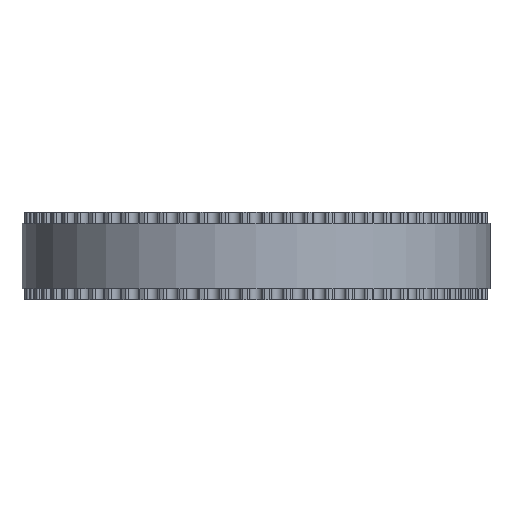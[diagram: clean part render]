
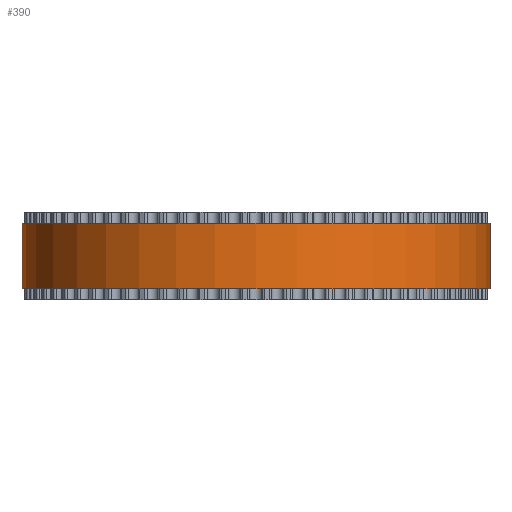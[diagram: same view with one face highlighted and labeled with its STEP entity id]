
A CAD part, front view. The second image highlights one B-rep face of the part: STEP entity #390.
In plain terms, the highlighted cylindrical face has radius 21.327 mm (diameter 42.654 mm), a full revolution.
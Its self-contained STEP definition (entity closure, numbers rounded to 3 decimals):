
#97=FACE_BOUND('',#1200,.T.);
#98=FACE_BOUND('',#1201,.T.);
#390=ADVANCED_FACE('',(#97,#98),#659,.T.);
#659=CYLINDRICAL_SURFACE('',#6039,21.327);
#1200=EDGE_LOOP('',(#3346));
#1201=EDGE_LOOP('',(#3347));
#3346=ORIENTED_EDGE('',*,*,#4690,.T.);
#3347=ORIENTED_EDGE('',*,*,#4691,.T.);
#3884=VERTEX_POINT('',#9540);
#3885=VERTEX_POINT('',#9542);
#4690=EDGE_CURVE('',#3884,#3884,#5228,.T.);
#4691=EDGE_CURVE('',#3885,#3885,#5229,.T.);
#5228=CIRCLE('',#6037,21.327);
#5229=CIRCLE('',#6038,21.327);
#6037=AXIS2_PLACEMENT_3D('',#9539,#7922,#7923);
#6038=AXIS2_PLACEMENT_3D('',#9541,#7924,#7925);
#6039=AXIS2_PLACEMENT_3D('',#9543,#7926,#7927);
#7922=DIRECTION('',(0.,0.,1.));
#7923=DIRECTION('',(1.,0.,0.));
#7924=DIRECTION('',(0.,0.,-1.));
#7925=DIRECTION('',(1.,0.,0.));
#7926=DIRECTION('',(0.,0.,1.));
#7927=DIRECTION('',(1.,0.,0.));
#9539=CARTESIAN_POINT('',(0.,0.,1.));
#9540=CARTESIAN_POINT('',(21.327,0.,1.));
#9541=CARTESIAN_POINT('',(0.,0.,7.));
#9542=CARTESIAN_POINT('',(21.327,0.,7.));
#9543=CARTESIAN_POINT('',(0.,0.,1.));
